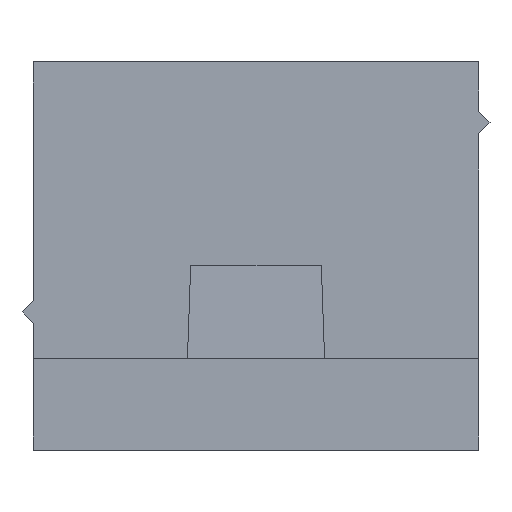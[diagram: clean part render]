
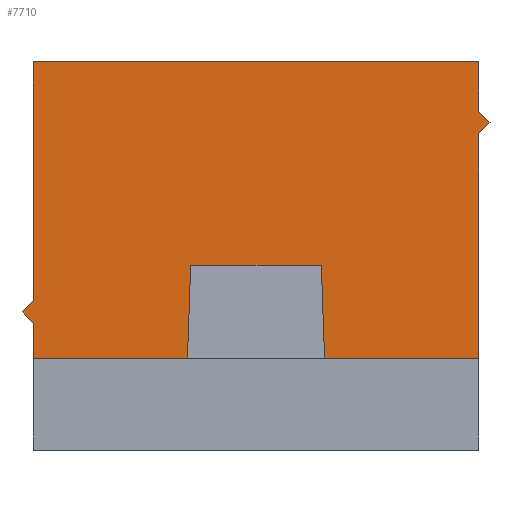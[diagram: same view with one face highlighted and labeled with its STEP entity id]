
A CAD part, left-side view. The second image highlights one B-rep face of the part: STEP entity #7710.
In plain terms, the highlighted face is planar.
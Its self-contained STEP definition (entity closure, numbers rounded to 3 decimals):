
#1020=CARTESIAN_POINT('',(1.078,19.,
15.));
#1030=DIRECTION('',(1.,0.,0.));
#1040=VECTOR('',#1030,1.);
#1050=LINE('',#1020,#1040);
#1060=CARTESIAN_POINT('',(-56.15,19.,
15.));
#1070=VERTEX_POINT('',#1060);
#1080=CARTESIAN_POINT('',(-36.65,19.,
15.));
#1090=VERTEX_POINT('',#1080);
#1100=EDGE_CURVE('',#1070,#1090,#1050,.T.);
#1720=CARTESIAN_POINT('',(-47.76,19.,
6.1));
#1730=VERTEX_POINT('',#1720);
#1780=CARTESIAN_POINT('',(-47.973,19.,
0.));
#1790=DIRECTION('',(0.035,0.,
0.999));
#1800=VECTOR('',#1790,1.);
#1810=LINE('',#1780,#1800);
#1820=CARTESIAN_POINT('',(-47.903,19.,
2.));
#1830=VERTEX_POINT('',#1820);
#1840=EDGE_CURVE('',#1830,#1730,#1810,.T.);
#3370=CARTESIAN_POINT('',(-36.65,19.,
2.));
#3380=VERTEX_POINT('',#3370);
#3410=CARTESIAN_POINT('',(1.078,19.,
2.));
#3420=DIRECTION('',(1.,0.,0.));
#3430=VECTOR('',#3420,1.);
#3440=LINE('',#3410,#3430);
#3450=CARTESIAN_POINT('',(-44.897,19.,
2.));
#3460=VERTEX_POINT('',#3450);
#3470=EDGE_CURVE('',#3460,#3380,#3440,.T.);
#3870=CARTESIAN_POINT('',(-56.15,19.,
2.));
#3880=VERTEX_POINT('',#3870);
#3890=EDGE_CURVE('',#3880,#1830,#3440,.T.);
#4740=CARTESIAN_POINT('',(-36.65,19.,
3.55));
#4750=VERTEX_POINT('',#4740);
#4800=CARTESIAN_POINT('',(-36.65,19.,
0.));
#4810=DIRECTION('',(0.,0.,1.));
#4820=VECTOR('',#4810,1.);
#4830=LINE('',#4800,#4820);
#4840=EDGE_CURVE('',#3380,#4750,#4830,.T.);
#5270=CARTESIAN_POINT('',(-36.15,19.,
4.05));
#5280=VERTEX_POINT('',#5270);
#5310=CARTESIAN_POINT('',(0.578,19.,
40.778));
#5320=DIRECTION('',(-0.707,0.,
-0.707));
#5330=VECTOR('',#5320,1.);
#5340=LINE('',#5310,#5330);
#5350=EDGE_CURVE('',#5280,#4750,#5340,.T.);
#5530=CARTESIAN_POINT('',(0.578,19.,
-32.678));
#5540=DIRECTION('',(0.707,0.,
-0.707));
#5550=VECTOR('',#5540,1.);
#5560=LINE('',#5530,#5550);
#5570=CARTESIAN_POINT('',(-36.65,19.,
4.55));
#5580=VERTEX_POINT('',#5570);
#5590=EDGE_CURVE('',#5580,#5280,#5560,.T.);
#6740=CARTESIAN_POINT('',(-45.04,19.,
6.1));
#6750=VERTEX_POINT('',#6740);
#6780=CARTESIAN_POINT('',(1.078,19.,
6.1));
#6790=DIRECTION('',(-1.,0.,0.));
#6800=VECTOR('',#6790,1.);
#6810=LINE('',#6780,#6800);
#6820=EDGE_CURVE('',#6750,#1730,#6810,.T.);
#7020=CARTESIAN_POINT('',(-44.827,19.,
0.));
#7030=DIRECTION('',(0.035,0.,
-0.999));
#7040=VECTOR('',#7030,1.);
#7050=LINE('',#7020,#7040);
#7060=EDGE_CURVE('',#6750,#3460,#7050,.T.);
#7190=CARTESIAN_POINT('',(-46.4,19.,
5.75));
#7200=DIRECTION('',(0.,-1.,0.));
#7210=DIRECTION('',(1.,0.,0.));
#7220=AXIS2_PLACEMENT_3D('',#7190,#7200,#7210);
#7230=PLANE('',#7220);
#7240=ORIENTED_EDGE('',*,*,#7060,.F.);
#7250=ORIENTED_EDGE('',*,*,#3470,.F.);
#7260=ORIENTED_EDGE('',*,*,#4840,.F.);
#7270=ORIENTED_EDGE('',*,*,#5350,.T.);
#7280=ORIENTED_EDGE('',*,*,#5590,.T.);
#7290=CARTESIAN_POINT('',(-36.65,19.,
0.));
#7300=DIRECTION('',(0.,0.,1.));
#7310=VECTOR('',#7300,1.);
#7320=LINE('',#7290,#7310);
#7330=EDGE_CURVE('',#5580,#1090,#7320,.T.);
#7340=ORIENTED_EDGE('',*,*,#7330,.F.);
#7350=ORIENTED_EDGE('',*,*,#1100,.T.);
#7360=CARTESIAN_POINT('',(-56.15,19.,
0.));
#7370=DIRECTION('',(0.,0.,-1.));
#7380=VECTOR('',#7370,1.);
#7390=LINE('',#7360,#7380);
#7400=CARTESIAN_POINT('',(-56.15,19.,12.85));
#7410=VERTEX_POINT('',#7400);
#7420=EDGE_CURVE('',#1070,#7410,#7390,.T.);
#7430=ORIENTED_EDGE('',*,*,#7420,.F.);
#7440=CARTESIAN_POINT('',(1.078,19.,
70.078));
#7450=DIRECTION('',(0.707,0.,
0.707));
#7460=VECTOR('',#7450,1.);
#7470=LINE('',#7440,#7460);
#7480=CARTESIAN_POINT('',(-56.65,19.,
12.35));
#7490=VERTEX_POINT('',#7480);
#7500=EDGE_CURVE('',#7490,#7410,#7470,.T.);
#7510=ORIENTED_EDGE('',*,*,#7500,.T.);
#7520=CARTESIAN_POINT('',(-44.3,19.,
0.));
#7530=DIRECTION('',(-0.707,0.,
0.707));
#7540=VECTOR('',#7530,1.);
#7550=LINE('',#7520,#7540);
#7560=CARTESIAN_POINT('',(-56.15,19.,11.85));
#7570=VERTEX_POINT('',#7560);
#7580=EDGE_CURVE('',#7570,#7490,#7550,.T.);
#7590=ORIENTED_EDGE('',*,*,#7580,.T.);
#7600=CARTESIAN_POINT('',(-56.15,19.,
0.));
#7610=DIRECTION('',(0.,0.,-1.));
#7620=VECTOR('',#7610,1.);
#7630=LINE('',#7600,#7620);
#7640=EDGE_CURVE('',#7570,#3880,#7630,.T.);
#7650=ORIENTED_EDGE('',*,*,#7640,.F.);
#7660=ORIENTED_EDGE('',*,*,#3890,.F.);
#7670=ORIENTED_EDGE('',*,*,#1840,.F.);
#7680=ORIENTED_EDGE('',*,*,#6820,.T.);
#7690=EDGE_LOOP('',(#7680,#7670,#7660,#7650,#7590,#7510,#7430,#7350,
#7340,#7280,#7270,#7260,#7250,#7240));
#7700=FACE_OUTER_BOUND('',#7690,.T.);
#7710=ADVANCED_FACE('',(#7700),#7230,.F.);
